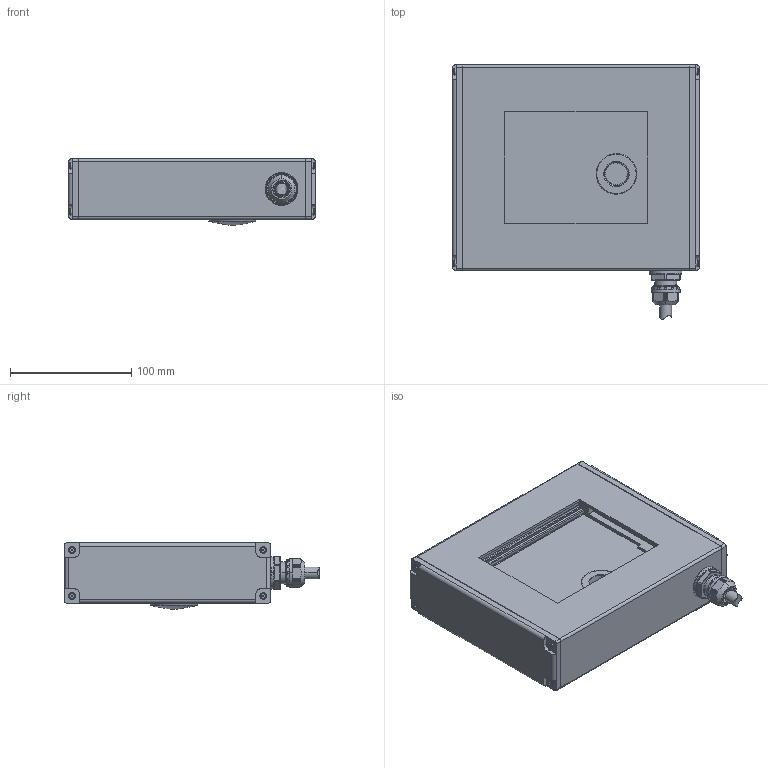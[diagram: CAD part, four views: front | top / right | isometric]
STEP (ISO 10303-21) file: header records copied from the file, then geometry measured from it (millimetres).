
FILE_DESCRIPTION (( 'STEP AP203' ), '1' );
FILE_NAME ('CYC-402-STP.step', '2025-06-25T01:47:56', ( '' ), ( '' ), 'SwSTEP 2.0', 'SolidWorks 2020', '' );
FILE_SCHEMA (( 'CONFIG_CONTROL_DESIGN' ));
Length unit declared in the file: millimetre
Products named in the file (1): CYC-402-STP
Bounding box: 204 x 210.36 x 55 mm (x, y, z)
Volume: 279607.2 mm3; surface area: 191943.4 mm2
Topology: 2 solids, 4 shells, 736 faces, 1982 edges, 1287 vertices
Faces by surface type: plane 370, cylinder 184, bspline 95, cone 59, torus 26, sphere 2
Entity records: 27797 total; most frequent: CARTESIAN_POINT 9880, ORIENTED_EDGE 3964, DIRECTION 3452, EDGE_CURVE 1982, VERTEX_POINT 1287, AXIS2_PLACEMENT_3D 1186, LINE 1080, VECTOR 1080
